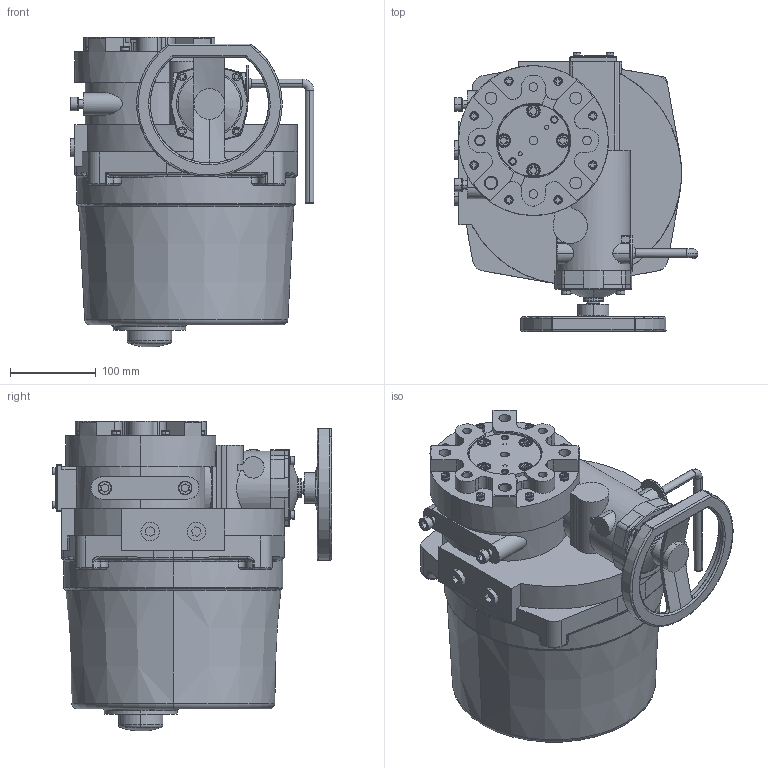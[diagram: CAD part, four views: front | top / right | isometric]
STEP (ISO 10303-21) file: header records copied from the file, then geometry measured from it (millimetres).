
FILE_DESCRIPTION (( 'STEP AP203' ), '1' );
FILE_NAME ('RCEL060.STEP', '2018-08-16T13:40:03', ( '' ), ( '' ), 'SwSTEP 2.0', 'SolidWorks 2018', '' );
FILE_SCHEMA (( 'CONFIG_CONTROL_DESIGN' ));
Length unit declared in the file: millimetre
Products named in the file (1): RCEL060
Bounding box: 284.61 x 326.01 x 361.58 mm (x, y, z)
Volume: 14927785.7 mm3; surface area: 475962.8 mm2
Topology: 1 solids, 3 shells, 1182 faces, 3008 edges, 1904 vertices
Faces by surface type: cylinder 469, plane 348, torus 269, cone 52, bspline 31, sphere 13
Entity records: 46556 total; most frequent: CARTESIAN_POINT 18489, ORIENTED_EDGE 6000, DIRECTION 5829, EDGE_CURVE 3000, AXIS2_PLACEMENT_3D 2319, VERTEX_POINT 1902, EDGE_LOOP 1268, LINE 1191
